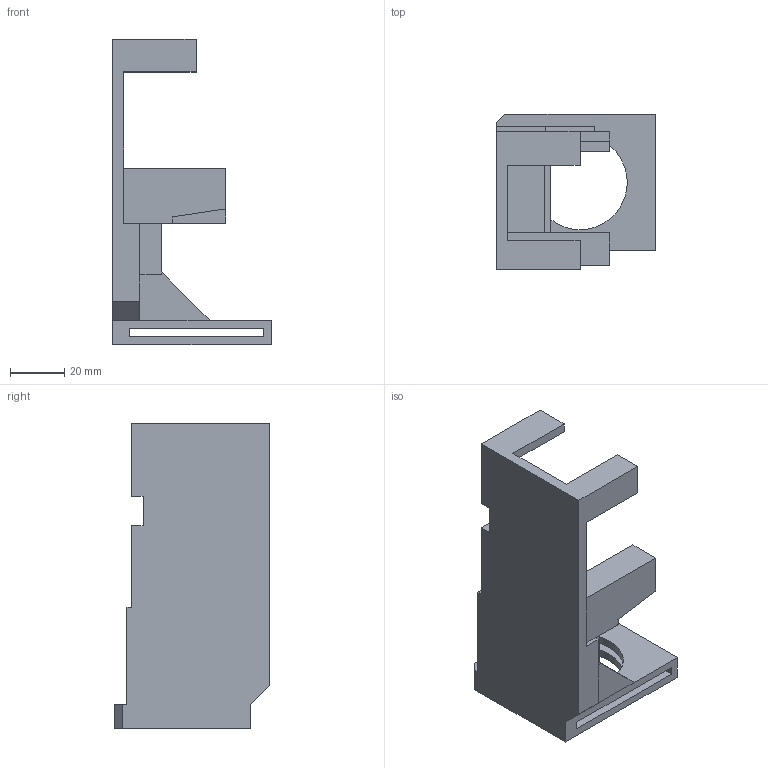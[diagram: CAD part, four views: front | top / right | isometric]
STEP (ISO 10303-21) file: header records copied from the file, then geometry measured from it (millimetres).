
FILE_DESCRIPTION(('HOOPS Exchange Step'),'2;1');
FILE_NAME('temp_export.step','2020-07-13T12:14:36+01:00',('mobile'),('Shapr3D Limited'),'HOOPS Exchange 2020.1','Shapr3D','Authorized');
FILE_SCHEMA( ('AP203_CONFIGURATION_CONTROLLED_3D_DESIGN_OF_MECHANICAL_PARTS_AND_ASSEMBLIES_MIM_LF') );
Length unit declared in the file: millimetre
Products named in the file (1): Body 35
Bounding box: 58.62 x 57.55 x 113.15 mm (x, y, z)
Volume: 72523.5 mm3; surface area: 30305.2 mm2
Topology: 1 solids, 1 shells, 77 faces, 220 edges, 145 vertices
Faces by surface type: plane 74, cylinder 3
Full cylindrical faces by diameter (mm): 35 x2
Entity records: 2494 total; most frequent: CARTESIAN_POINT 445, ORIENTED_EDGE 440, DIRECTION 380, EDGE_CURVE 220, VECTOR 212, LINE 212, VERTEX_POINT 145, AXIS2_PLACEMENT_3D 84
